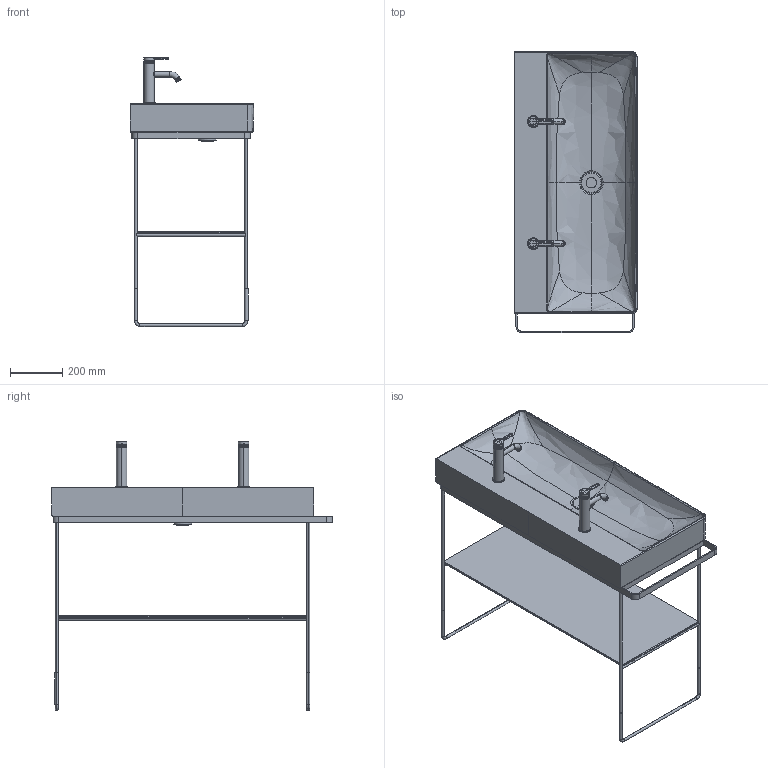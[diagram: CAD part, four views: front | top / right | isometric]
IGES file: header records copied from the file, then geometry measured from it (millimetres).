
Global section: file name: No Iges File Name specified; native system: Autodesk Inventor 2011; preprocessor: AutoDesk Inventor Iges Exporter R2011; author: Administrator; date: 20170629.140424; units: millimetre
Bounding box: 470.01 x 1070.82 x 1025.56 mm (x, y, z)
Volume: 19270604.7 mm3; surface area: 2945475.2 mm2
Topology: 23 solids, 29 shells, 801 faces, 1914 edges, 1178 vertices
Faces by surface type: plane 218, bspline 205, revolution 160, cylinder 129, torus 49, cone 34, sphere 6
